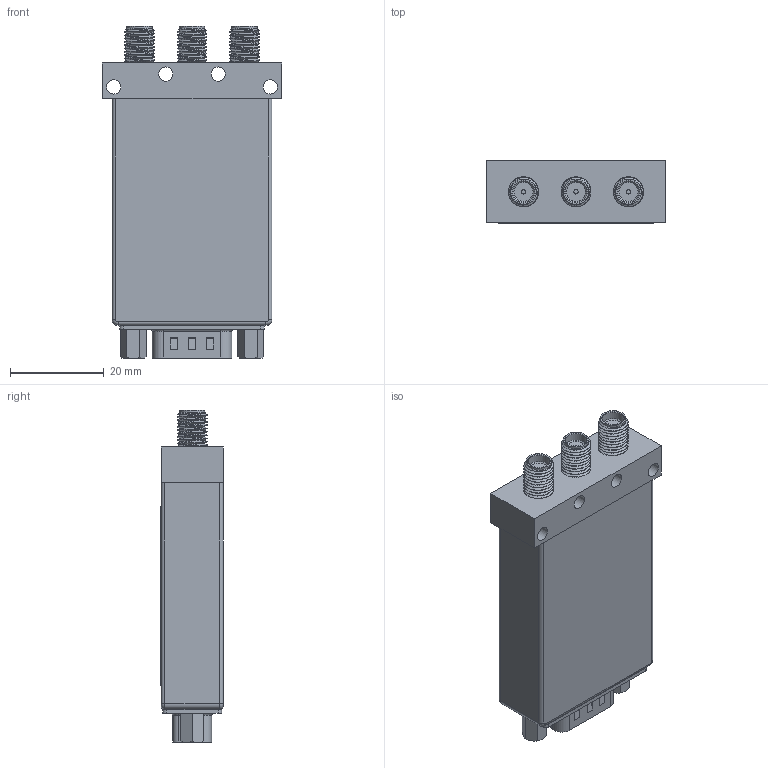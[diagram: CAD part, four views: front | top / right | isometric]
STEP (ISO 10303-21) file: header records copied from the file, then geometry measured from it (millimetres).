
FILE_DESCRIPTION (( 'STEP AP203' ), '1' );
FILE_NAME ('FMSW6350_3D.step', '2020-08-03T14:19:21', ( '' ), ( '' ), 'SwSTEP 2.0', 'SolidWorks 2018', '' );
FILE_SCHEMA (( 'CONFIG_CONTROL_DESIGN' ));
Products named in the file (1): FMSW6350_3D
Bounding box: 38.1 x 13.26 x 70.66 mm (x, y, z)
Volume: 26249.6 mm3; surface area: 8951.8 mm2
Topology: 1 solids, 11 shells, 1093 faces, 2882 edges, 1899 vertices
Faces by surface type: plane 609, bspline 334, cylinder 79, cone 37, sphere 18, torus 16
Full cylindrical faces by diameter (mm): 0.508 x9, 0.94 x3, 1.016 x9, 2.184 x2, 3.048 x5, 3.556 x1, 4.572 x3, 5.385 x3
Entity records: 52937 total; most frequent: CARTESIAN_POINT 28763, ORIENTED_EDGE 5490, DIRECTION 3753, EDGE_CURVE 2745, VERTEX_POINT 1846, LINE 1801, VECTOR 1801, EDGE_LOOP 1275
